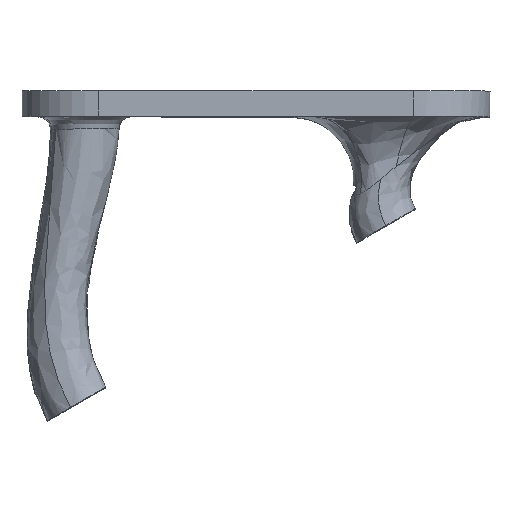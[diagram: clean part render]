
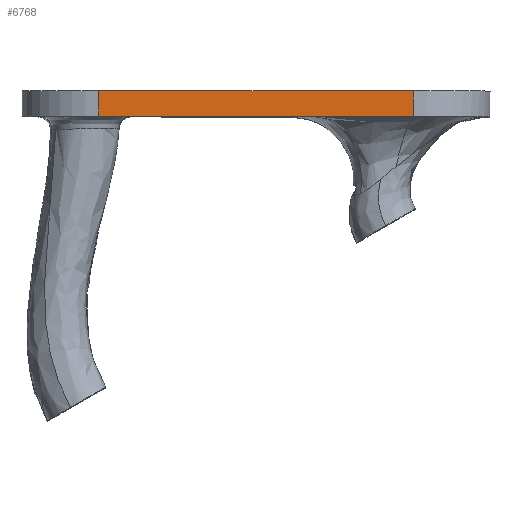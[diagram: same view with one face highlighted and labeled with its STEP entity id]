
A CAD part, top view. The second image highlights one B-rep face of the part: STEP entity #6768.
In plain terms, the highlighted planar face has unit normal (0, 0, 1).
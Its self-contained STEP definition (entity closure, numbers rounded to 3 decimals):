
#312 = EDGE_CURVE ( 'NONE', #7240, #5093, #4923, .T. ) ;
#733 = CARTESIAN_POINT ( 'NONE',  ( 128.84, -24.081, -6.5 ) ) ;
#1355 = VECTOR ( 'NONE', #3648, 1000. ) ;
#1382 = FACE_OUTER_BOUND ( 'NONE', #5873, .T. ) ;
#1428 = DIRECTION ( 'NONE',  ( 0., 0., 1. ) ) ;
#1507 = VECTOR ( 'NONE', #1616, 1000. ) ;
#1525 = CARTESIAN_POINT ( 'NONE',  ( 104.099, -78.886, -6.5 ) ) ;
#1616 = DIRECTION ( 'NONE',  ( 0.001, 1., 0. ) ) ;
#1805 = VECTOR ( 'NONE', #4428, 1000. ) ;
#1820 = VERTEX_POINT ( 'NONE', #3484 ) ;
#2080 = ORIENTED_EDGE ( 'NONE', *, *, #2731, .F. ) ;
#2165 = CARTESIAN_POINT ( 'NONE',  ( 120.912, -26.074, -6.5 ) ) ;
#2198 = EDGE_CURVE ( 'NONE', #1820, #7240, #8855, .T. ) ;
#2313 = EDGE_CURVE ( 'NONE', #3919, #4719, #4384, .T. ) ;
#2420 = VECTOR ( 'NONE', #2680, 1000. ) ;
#2603 = ORIENTED_EDGE ( 'NONE', *, *, #2198, .T. ) ;
#2660 = ORIENTED_EDGE ( 'NONE', *, *, #2313, .T. ) ;
#2680 = DIRECTION ( 'NONE',  ( -1., 0.001, 0. ) ) ;
#2722 = LINE ( 'NONE', #5691, #8524 ) ;
#2731 = EDGE_CURVE ( 'NONE', #3919, #5093, #3089, .T. ) ;
#2743 = DIRECTION ( 'NONE',  ( 0., 1., 0. ) ) ;
#2794 = PLANE ( 'NONE',  #4191 ) ;
#3089 = LINE ( 'NONE', #1525, #1507 ) ;
#3484 = CARTESIAN_POINT ( 'NONE',  ( 128.838, -26.081, -6.5 ) ) ;
#3626 = CARTESIAN_POINT ( 'NONE',  ( -0.065, -78.8, -6.5 ) ) ;
#3648 = DIRECTION ( 'NONE',  ( 0.001, 1., 0. ) ) ;
#3919 = VERTEX_POINT ( 'NONE', #6398 ) ;
#4091 = ORIENTED_EDGE ( 'NONE', *, *, #312, .T. ) ;
#4191 = AXIS2_PLACEMENT_3D ( 'NONE', #3626, #1428, #2743 ) ;
#4384 = LINE ( 'NONE', #6513, #1805 ) ;
#4428 = DIRECTION ( 'NONE',  ( 1., -0.001, 0. ) ) ;
#4719 = VERTEX_POINT ( 'NONE', #2165 ) ;
#4876 = CARTESIAN_POINT ( 'NONE',  ( -0.02, -23.974, -6.5 ) ) ;
#4923 = LINE ( 'NONE', #4876, #2420 ) ;
#5093 = VERTEX_POINT ( 'NONE', #8132 ) ;
#5123 = EDGE_CURVE ( 'NONE', #4719, #1820, #2722, .T. ) ;
#5691 = CARTESIAN_POINT ( 'NONE',  ( -0.021, -25.974, -6.5 ) ) ;
#5786 = CARTESIAN_POINT ( 'NONE',  ( 128.795, -78.906, -6.5 ) ) ;
#5873 = EDGE_LOOP ( 'NONE', ( #2660, #7848, #2603, #4091, #2080 ) ) ;
#5893 = DIRECTION ( 'NONE',  ( 1., -0.001, 0. ) ) ;
#6398 = CARTESIAN_POINT ( 'NONE',  ( 104.143, -26.06, -6.5 ) ) ;
#6513 = CARTESIAN_POINT ( 'NONE',  ( -0.021, -25.974, -6.5 ) ) ;
#6768 = ADVANCED_FACE ( 'NONE', ( #1382 ), #2794, .T. ) ;
#7240 = VERTEX_POINT ( 'NONE', #733 ) ;
#7848 = ORIENTED_EDGE ( 'NONE', *, *, #5123, .T. ) ;
#8132 = CARTESIAN_POINT ( 'NONE',  ( 104.145, -24.06, -6.5 ) ) ;
#8524 = VECTOR ( 'NONE', #5893, 1000. ) ;
#8855 = LINE ( 'NONE', #5786, #1355 ) ;
